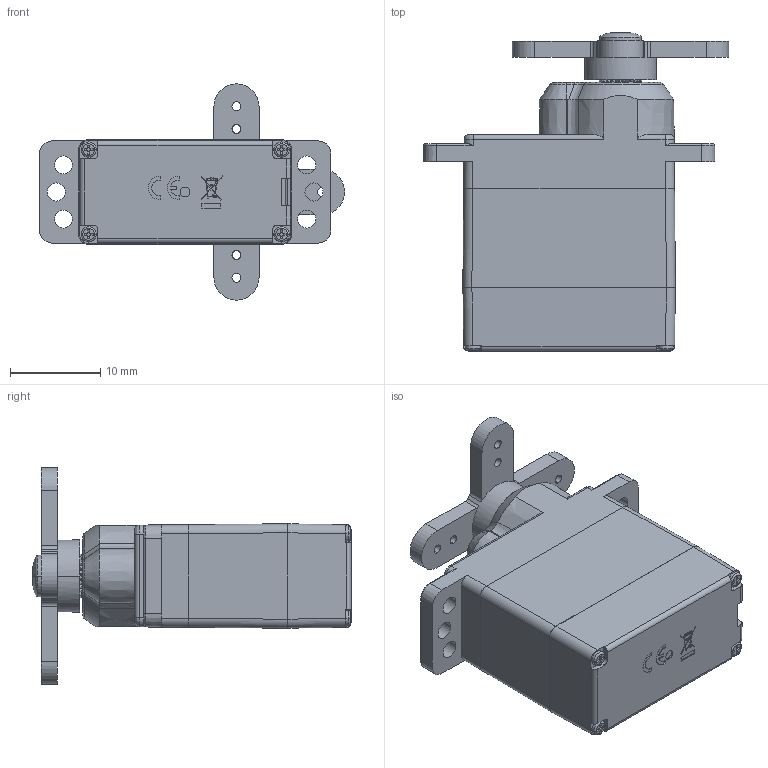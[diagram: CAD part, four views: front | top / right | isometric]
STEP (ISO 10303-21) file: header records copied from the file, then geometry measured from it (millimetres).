
FILE_DESCRIPTION((''),'2;1');
FILE_NAME('221301500001_HS-70MG_ASM','2017-10-10T',('servo-csw'),(''),'CREO PARAMETRIC BY PTC INC, 2016050','CREO PARAMETRIC BY PTC INC, 2016050','');
FILE_SCHEMA(('CONFIG_CONTROL_DESIGN'));
Length unit declared in the file: millimetre
Products named in the file (9): 120101020059_POM_HS65M_R; 120101010076_POM_HS65T-R; 120101030079_POM_HS70L; 120212000220_AL_HS65MG5; 120212000220_AL_HS65MG5_ASM; 120217000041_M23_X; 120202000134_SUS_CBH_T1XL22; 120202000053_18A_CBH_T2_3XL8; 221301500001_HS-70MG_ASM
Assembly tree (11 placements, depth 3):
  221301500001_HS-70MG_ASM
    120101020059_POM_HS65M_R
    120101010076_POM_HS65T-R
    120101030079_POM_HS70L
    120212000220_AL_HS65MG5_ASM
      120212000220_AL_HS65MG5
    120217000041_M23_X
    120202000134_SUS_CBH_T1XL22  x4
    120202000053_18A_CBH_T2_3XL8
Bounding box: 33.87 x 35.3 x 24 mm (x, y, z)
Volume: 6321.8 mm3; surface area: 5727.7 mm2
Topology: 10 solids, 10 shells, 1315 faces, 3659 edges, 2408 vertices
Faces by surface type: plane 767, cylinder 380, cone 89, bspline 58, torus 21
Entity records: 51809 total; most frequent: CARTESIAN_POINT 12520, ORIENTED_EDGE 6376, DIRECTION 5725, PRESENTATION_STYLE_ASSIGNMENT 3211, STYLED_ITEM 3211, CURVE_STYLE 3188, EDGE_CURVE 3188, VECTOR 2203
